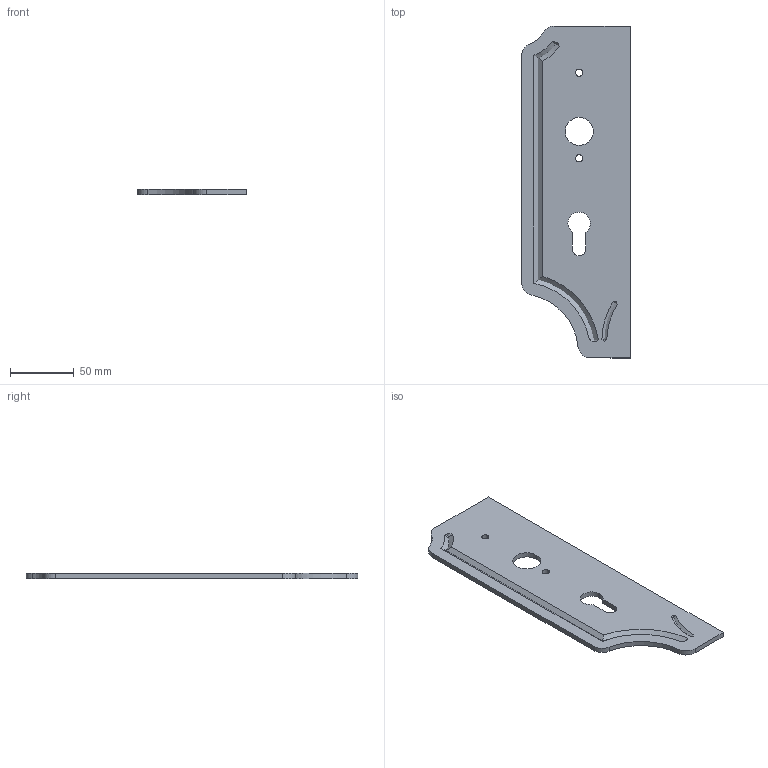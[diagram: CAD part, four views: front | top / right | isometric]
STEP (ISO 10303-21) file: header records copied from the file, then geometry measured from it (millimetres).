
FILE_DESCRIPTION (( 'STEP AP203' ), '1' );
FILE_NAME ('3860.step', '2015-09-17T14:57:27', ( '' ), ( '' ), 'SwSTEP 2.0', 'SolidWorks 2015', '' );
FILE_SCHEMA (( 'CONFIG_CONTROL_DESIGN' ));
Length unit declared in the file: millimetre
Products named in the file (1): 3860
Bounding box: 85 x 260 x 4 mm (x, y, z)
Volume: 74181.1 mm3; surface area: 42405.6 mm2
Topology: 1 solids, 1 shells, 107 faces, 283 edges, 188 vertices
Faces by surface type: bspline 65, plane 26, cylinder 16
Entity records: 6535 total; most frequent: CARTESIAN_POINT 4225, ORIENTED_EDGE 566, EDGE_CURVE 283, DIRECTION 267, VERTEX_POINT 188, B_SPLINE_CURVE_WITH_KNOTS 138, EDGE_LOOP 125, FACE_OUTER_BOUND 107
